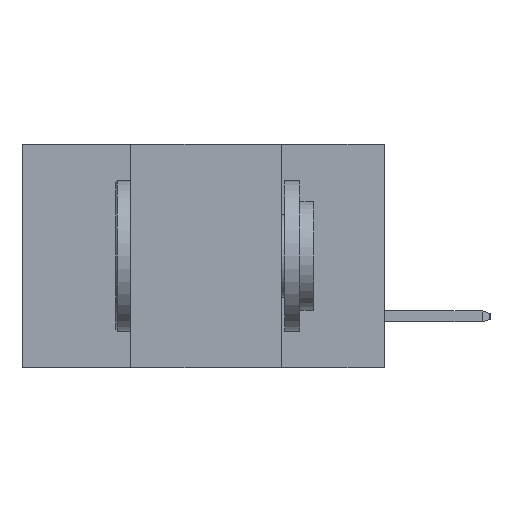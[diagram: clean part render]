
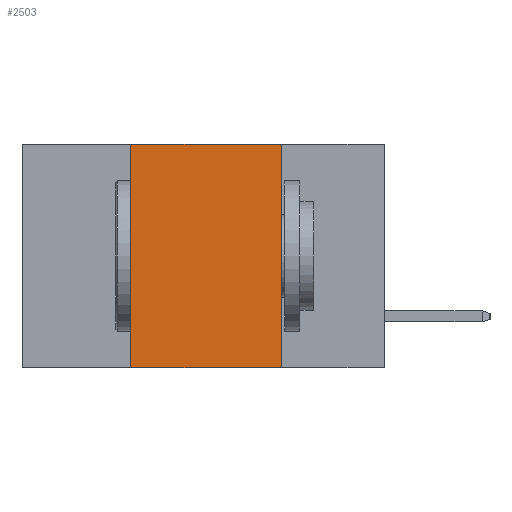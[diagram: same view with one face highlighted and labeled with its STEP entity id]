
A CAD part, left-side view. The second image highlights one B-rep face of the part: STEP entity #2503.
In plain terms, the highlighted planar face has unit normal (-1, 0, 0).
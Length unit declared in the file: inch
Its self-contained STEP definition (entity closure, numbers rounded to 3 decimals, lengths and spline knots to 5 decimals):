
#207 = VECTOR ( 'NONE', #3814, 39.37008 ) ;
#358 = CARTESIAN_POINT ( 'NONE',  ( 0., 0.6, -0.37 ) ) ;
#721 = LINE ( 'NONE', #7270, #9843 ) ;
#1411 = VERTEX_POINT ( 'NONE', #6606 ) ;
#1952 = VERTEX_POINT ( 'NONE', #5694 ) ;
#2058 = VECTOR ( 'NONE', #10231, 39.37008 ) ;
#2503 = ADVANCED_FACE ( 'NONE', ( #10697 ), #5774, .F. ) ;
#2955 = LINE ( 'NONE', #358, #207 ) ;
#3123 = EDGE_LOOP ( 'NONE', ( #5809, #6104, #10711, #8750 ) ) ;
#3530 = EDGE_CURVE ( 'NONE', #1952, #7585, #2955, .T. ) ;
#3814 = DIRECTION ( 'NONE',  ( 0., -1., 0. ) ) ;
#4182 = EDGE_CURVE ( 'NONE', #1952, #7661, #7055, .T. ) ;
#4809 = EDGE_CURVE ( 'NONE', #7661, #1411, #6180, .T. ) ;
#5259 = AXIS2_PLACEMENT_3D ( 'NONE', #10526, #8961, #7289 ) ;
#5694 = CARTESIAN_POINT ( 'NONE',  ( 0., 0.42, -0.37 ) ) ;
#5774 = PLANE ( 'NONE',  #5259 ) ;
#5809 = ORIENTED_EDGE ( 'NONE', *, *, #6032, .F. ) ;
#5824 = CARTESIAN_POINT ( 'NONE',  ( 0., 0.42, 0. ) ) ;
#6032 = EDGE_CURVE ( 'NONE', #1411, #7585, #721, .T. ) ;
#6104 = ORIENTED_EDGE ( 'NONE', *, *, #4809, .F. ) ;
#6180 = LINE ( 'NONE', #8460, #10524 ) ;
#6246 = CARTESIAN_POINT ( 'NONE',  ( 0., 0.17, -0.37 ) ) ;
#6606 = CARTESIAN_POINT ( 'NONE',  ( 0., 0.17, 0. ) ) ;
#7055 = LINE ( 'NONE', #10240, #2058 ) ;
#7117 = DIRECTION ( 'NONE',  ( 0., 0., -1. ) ) ;
#7270 = CARTESIAN_POINT ( 'NONE',  ( 0., 0.17, -0.37 ) ) ;
#7289 = DIRECTION ( 'NONE',  ( 0., 0., -1. ) ) ;
#7585 = VERTEX_POINT ( 'NONE', #6246 ) ;
#7661 = VERTEX_POINT ( 'NONE', #5824 ) ;
#8460 = CARTESIAN_POINT ( 'NONE',  ( 0., 0.6, 0. ) ) ;
#8464 = DIRECTION ( 'NONE',  ( 0., -1., 0. ) ) ;
#8750 = ORIENTED_EDGE ( 'NONE', *, *, #3530, .T. ) ;
#8961 = DIRECTION ( 'NONE',  ( 1., 0., 0. ) ) ;
#9843 = VECTOR ( 'NONE', #7117, 39.37008 ) ;
#10231 = DIRECTION ( 'NONE',  ( 0., 0., 1. ) ) ;
#10240 = CARTESIAN_POINT ( 'NONE',  ( 0., 0.42, -0.37 ) ) ;
#10524 = VECTOR ( 'NONE', #8464, 39.37008 ) ;
#10526 = CARTESIAN_POINT ( 'NONE',  ( 0., 0.6, 0. ) ) ;
#10697 = FACE_OUTER_BOUND ( 'NONE', #3123, .T. ) ;
#10711 = ORIENTED_EDGE ( 'NONE', *, *, #4182, .F. ) ;
